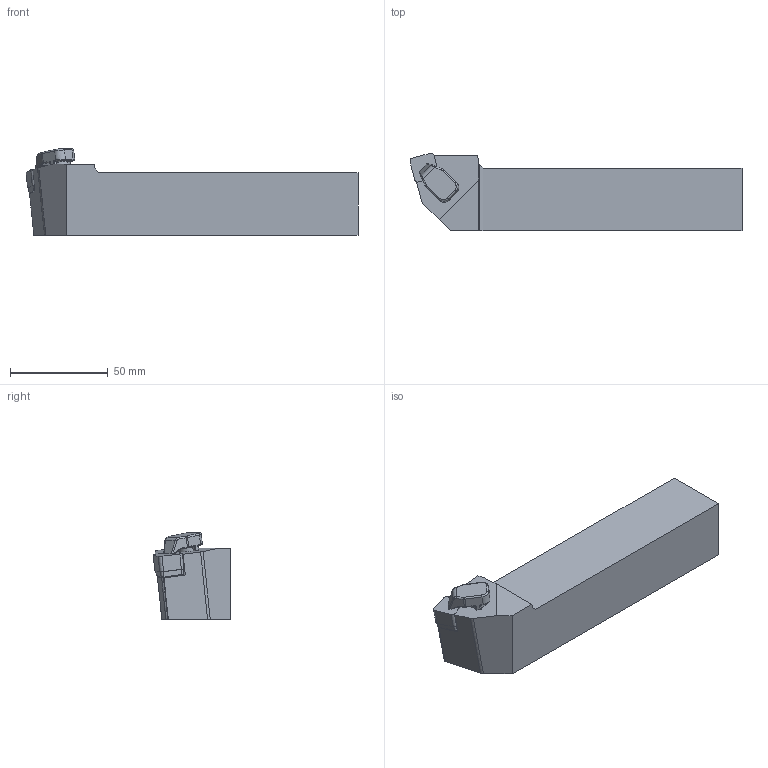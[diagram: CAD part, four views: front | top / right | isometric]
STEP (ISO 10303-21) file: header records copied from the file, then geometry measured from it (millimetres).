
FILE_DESCRIPTION (( 'STEP AP214' ), '1' );
FILE_NAME ('CSRNL-3232-P1207C-LIGHT.STP', '2023-11-01T06:13:46', ( '' ), ( '' ), 'SwSTEP 2.0', 'SolidWorks 2018', '' );
FILE_SCHEMA (( 'AUTOMOTIVE_DESIGN' ));
Length unit declared in the file: millimetre
Products named in the file (1): CSRNL-3232-P1207C-LIGHT
Bounding box: 169.65 x 39.63 x 44.25 mm (x, y, z)
Volume: 174543.2 mm3; surface area: 25131.1 mm2
Topology: 2 solids, 2 shells, 164 faces, 410 edges, 247 vertices
Faces by surface type: plane 62, cylinder 58, torus 22, cone 12, bspline 10
Entity records: 7465 total; most frequent: CARTESIAN_POINT 1764, DIRECTION 820, ORIENTED_EDGE 812, EDGE_CURVE 406, AXIS2_PLACEMENT_3D 300, VERTEX_POINT 247, VECTOR 220, LINE 220
